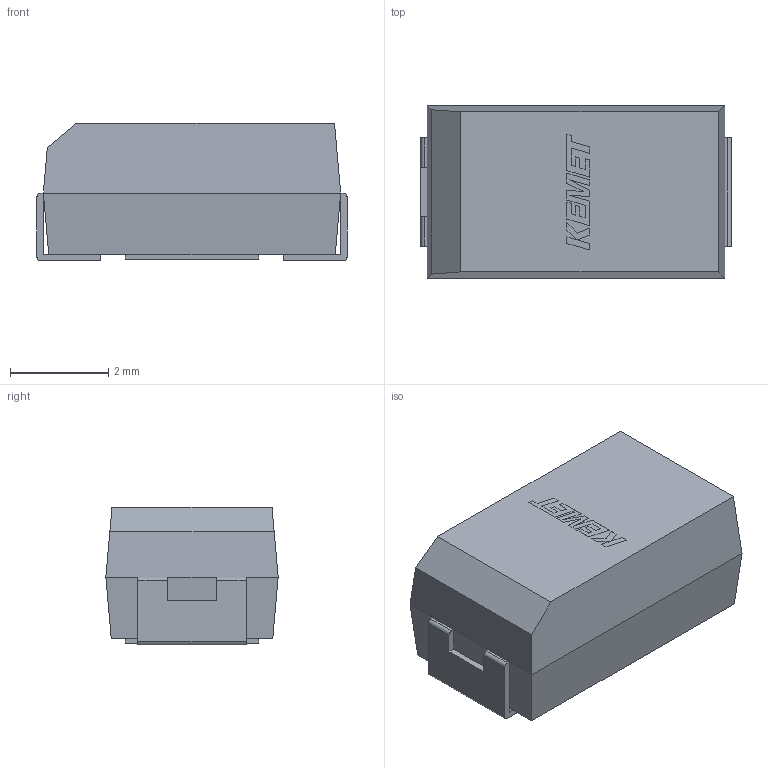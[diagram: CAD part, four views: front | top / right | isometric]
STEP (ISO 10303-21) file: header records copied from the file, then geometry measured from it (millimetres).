
FILE_DESCRIPTION(('FreeCAD Model'),'2;1');
FILE_NAME('Compound.step','2017-09-24T08:50:58',( 'kicad StepUp'),('ksu MCAD'),'Open CASCADE STEP processor 7.1', 'FreeCAD','Unknown');
FILE_SCHEMA(('AUTOMOTIVE_DESIGN_CC2 { 1 2 10303 214 -1 1 5 4 }'));
Length unit declared in the file: millimetre
Products named in the file (2): ASSEMBLY; Compound
Assembly tree (1 placements, depth 2):
  ASSEMBLY
    Compound
Bounding box: 6.3 x 3.5 x 2.8 mm (x, y, z)
Volume: 55.2 mm3; surface area: 155.1 mm2
Topology: 7 solids, 7 shells, 100 faces, 255 edges, 170 vertices
Faces by surface type: plane 95, cylinder 5
Entity records: 3689 total; most frequent: CARTESIAN_POINT 527, ORIENTED_EDGE 510, DIRECTION 469, EDGE_CURVE 255, LINE 245, VECTOR 245, VERTEX_POINT 170, AXIS2_PLACEMENT_3D 112
